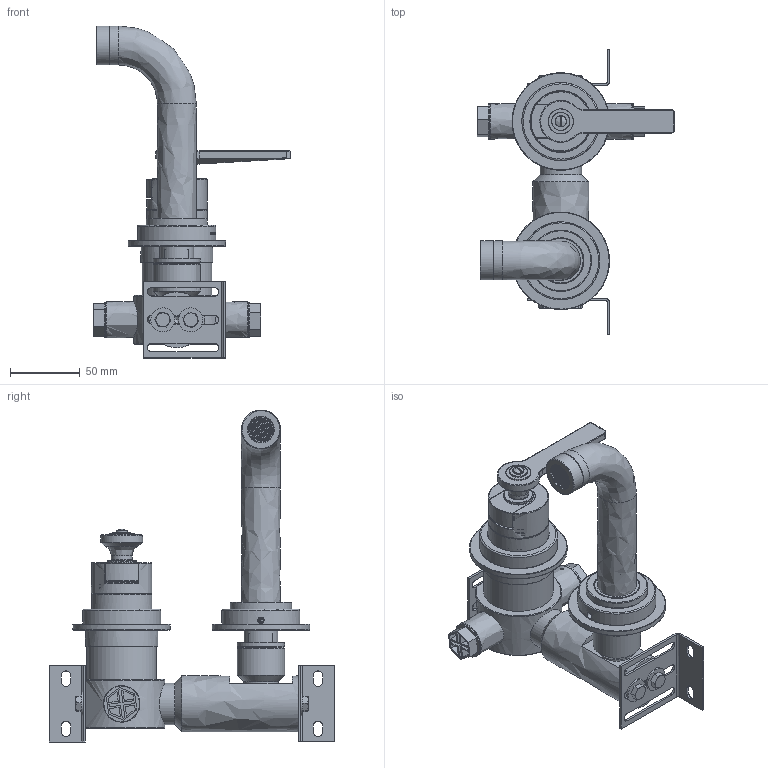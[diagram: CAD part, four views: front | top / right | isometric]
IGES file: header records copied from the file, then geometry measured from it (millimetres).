
Global section: file name: V7KA20-NP-LF; native system: Autodesk Inventor 2018; preprocessor: unknown; author: aduggalther; date: 20181127.125215; units: millimetre
Bounding box: 142.02 x 205 x 238.4 mm (x, y, z)
Volume: 484017.6 mm3; surface area: 241490.3 mm2
Topology: 56 solids, 56 shells, 2685 faces, 6952 edges, 4508 vertices
Faces by surface type: bspline 2685
